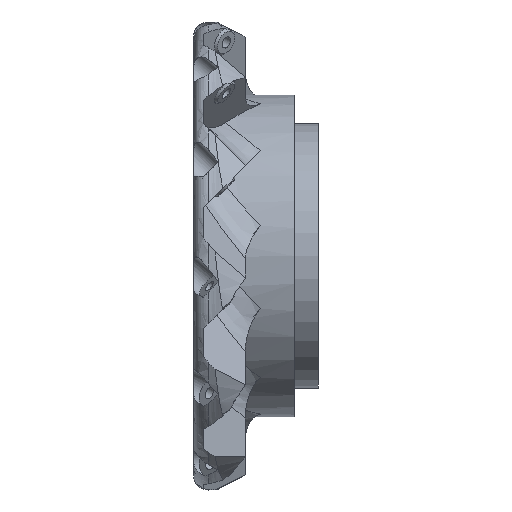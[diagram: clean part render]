
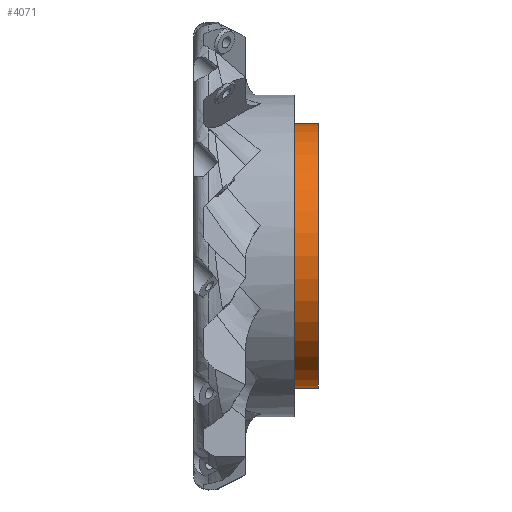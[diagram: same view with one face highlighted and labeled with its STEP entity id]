
A CAD part, front view. The second image highlights one B-rep face of the part: STEP entity #4071.
In plain terms, the highlighted cylindrical face has radius 55 mm (diameter 110 mm), a full revolution.
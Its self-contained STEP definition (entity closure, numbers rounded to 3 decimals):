
#633=FACE_OUTER_BOUND('',#847,.T.);
#847=EDGE_LOOP('',(#2940,#2941,#2942,#2943));
#1174=LINE('',#6237,#1383);
#1383=VECTOR('',#5029,55.);
#1508=CIRCLE('',#4336,55.);
#1509=CIRCLE('',#4337,55.);
#1783=VERTEX_POINT('',#6234);
#1784=VERTEX_POINT('',#6236);
#2245=EDGE_CURVE('',#1783,#1783,#1508,.T.);
#2246=EDGE_CURVE('',#1783,#1784,#1174,.T.);
#2247=EDGE_CURVE('',#1784,#1784,#1509,.T.);
#2940=ORIENTED_EDGE('',*,*,#2245,.T.);
#2941=ORIENTED_EDGE('',*,*,#2246,.T.);
#2942=ORIENTED_EDGE('',*,*,#2247,.T.);
#2943=ORIENTED_EDGE('',*,*,#2246,.F.);
#3958=CYLINDRICAL_SURFACE('',#4335,55.);
#4071=ADVANCED_FACE('',(#633),#3958,.T.);
#4335=AXIS2_PLACEMENT_3D('',#6233,#5025,#5026);
#4336=AXIS2_PLACEMENT_3D('',#6235,#5027,#5028);
#4337=AXIS2_PLACEMENT_3D('',#6238,#5030,#5031);
#5025=DIRECTION('center_axis',(-1.,0.,0.));
#5026=DIRECTION('ref_axis',(0.,0.,-1.));
#5027=DIRECTION('center_axis',(-1.,0.,0.));
#5028=DIRECTION('ref_axis',(0.,0.,-1.));
#5029=DIRECTION('',(-1.,0.,0.));
#5030=DIRECTION('center_axis',(1.,0.,0.));
#5031=DIRECTION('ref_axis',(0.,0.,-1.));
#6233=CARTESIAN_POINT('Origin',(-25.,0.,0.));
#6234=CARTESIAN_POINT('',(10.,0.,55.));
#6235=CARTESIAN_POINT('Origin',(10.,0.,0.));
#6236=CARTESIAN_POINT('',(0.,0.,55.));
#6237=CARTESIAN_POINT('',(-25.,0.,55.));
#6238=CARTESIAN_POINT('Origin',(0.,0.,
0.));
